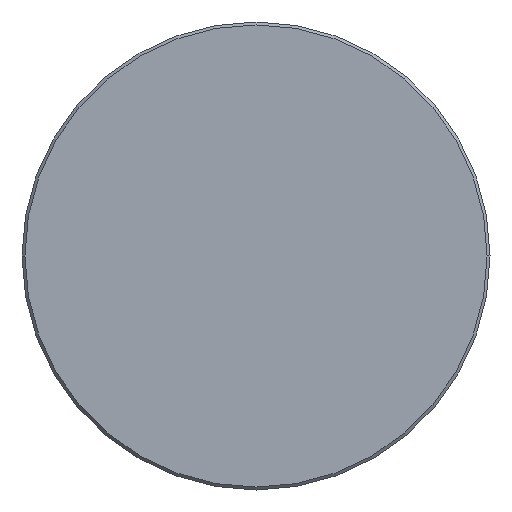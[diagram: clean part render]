
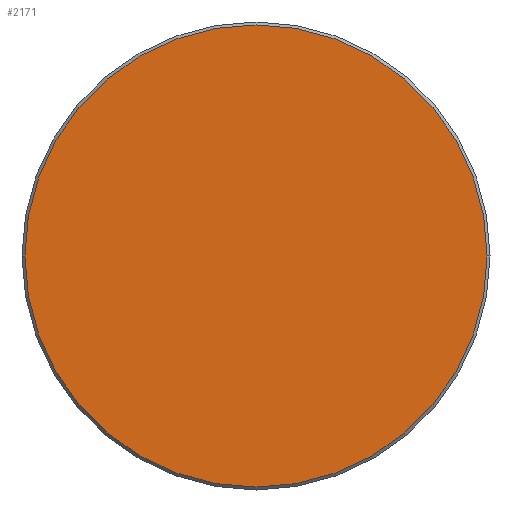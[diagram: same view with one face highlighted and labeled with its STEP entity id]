
A CAD part, left-side view. The second image highlights one B-rep face of the part: STEP entity #2171.
In plain terms, the highlighted planar face has unit normal (-1, 0, 0).
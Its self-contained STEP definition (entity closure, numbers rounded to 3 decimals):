
#6 = CARTESIAN_POINT ( 'NONE',  ( -4.302, 0., 0. ) ) ;
#145 = DIRECTION ( 'NONE',  ( -1., 0., 0. ) ) ;
#623 = EDGE_LOOP ( 'NONE', ( #764, #1817 ) ) ;
#764 = ORIENTED_EDGE ( 'NONE', *, *, #3905, .T. ) ;
#900 = CARTESIAN_POINT ( 'NONE',  ( -4.302, 0., 0. ) ) ;
#1067 = DIRECTION ( 'NONE',  ( 0., -1., 0. ) ) ;
#1225 = DIRECTION ( 'NONE',  ( 0., -1., 0. ) ) ;
#1347 = AXIS2_PLACEMENT_3D ( 'NONE', #6, #3604, #2411 ) ;
#1361 = FACE_OUTER_BOUND ( 'NONE', #623, .T. ) ;
#1732 = PLANE ( 'NONE',  #2457 ) ;
#1817 = ORIENTED_EDGE ( 'NONE', *, *, #2699, .T. ) ;
#1950 = CARTESIAN_POINT ( 'NONE',  ( -4.302, 0., 0. ) ) ;
#2126 = DIRECTION ( 'NONE',  ( -1., 0., 0. ) ) ;
#2171 = ADVANCED_FACE ( '��17', ( #1361 ), #1732, .T. ) ;
#2325 = AXIS2_PLACEMENT_3D ( 'NONE', #1950, #145, #1067 ) ;
#2373 = VERTEX_POINT ( 'NONE', #3683 ) ;
#2411 = DIRECTION ( 'NONE',  ( 0., -1., 0. ) ) ;
#2436 = CIRCLE ( 'NONE', #2325, 15.8 ) ;
#2457 = AXIS2_PLACEMENT_3D ( 'NONE', #900, #2126, #1225 ) ;
#2664 = CIRCLE ( 'NONE', #1347, 15.8 ) ;
#2699 = EDGE_CURVE ( 'NONE', #3799, #2373, #2664, .T. ) ;
#3116 = CARTESIAN_POINT ( 'NONE',  ( -4.302, -15.8, 0. ) ) ;
#3604 = DIRECTION ( 'NONE',  ( -1., 0., 0. ) ) ;
#3683 = CARTESIAN_POINT ( 'NONE',  ( -4.302, 15.8, 0. ) ) ;
#3799 = VERTEX_POINT ( 'NONE', #3116 ) ;
#3905 = EDGE_CURVE ( 'NONE', #2373, #3799, #2436, .T. ) ;
